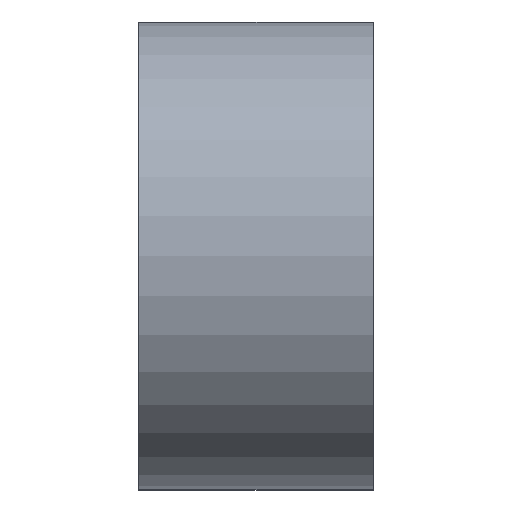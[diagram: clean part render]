
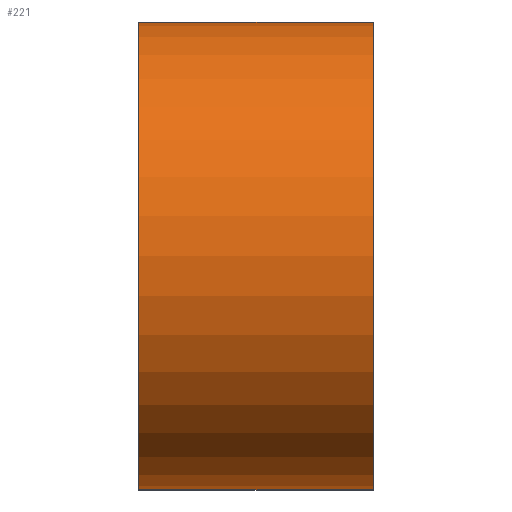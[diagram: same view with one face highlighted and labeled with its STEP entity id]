
A CAD part, left-side view. The second image highlights one B-rep face of the part: STEP entity #221.
In plain terms, the highlighted cylindrical face has radius 4 mm (diameter 8 mm), a partial arc.
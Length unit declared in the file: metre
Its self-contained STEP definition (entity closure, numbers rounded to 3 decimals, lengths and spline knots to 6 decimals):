
#25=LINE('',#344,#37);
#30=LINE('',#367,#42);
#37=VECTOR('',#274,1.);
#42=VECTOR('',#295,1.);
#96=ORIENTED_EDGE('',*,*,#131,.F.);
#97=ORIENTED_EDGE('',*,*,#107,.T.);
#98=ORIENTED_EDGE('',*,*,#124,.T.);
#99=ORIENTED_EDGE('',*,*,#117,.T.);
#107=EDGE_CURVE('',#133,#135,#25,.T.);
#117=EDGE_CURVE('',#146,#144,#30,.T.);
#124=EDGE_CURVE('',#135,#146,#163,.T.);
#131=EDGE_CURVE('',#133,#144,#167,.T.);
#133=VERTEX_POINT('',#339);
#135=VERTEX_POINT('',#343);
#144=VERTEX_POINT('',#365);
#146=VERTEX_POINT('',#368);
#163=CIRCLE('',#253,0.004);
#167=CIRCLE('',#258,0.004);
#181=EDGE_LOOP('',(#96,#97,#98,#99));
#199=FACE_BOUND('',#181,.T.);
#209=CYLINDRICAL_SURFACE('',#262,0.004);
#221=ADVANCED_FACE('',(#199),#209,.T.);
#253=AXIS2_PLACEMENT_3D('',#379,#308,#309);
#258=AXIS2_PLACEMENT_3D('',#389,#321,#322);
#262=AXIS2_PLACEMENT_3D('',#393,#329,#330);
#274=DIRECTION('',(0.,-1.,0.));
#295=DIRECTION('',(0.,1.,0.));
#308=DIRECTION('',(0.,1.,0.));
#309=DIRECTION('',(0.,0.,1.));
#321=DIRECTION('',(0.,1.,0.));
#322=DIRECTION('',(0.,0.,1.));
#329=DIRECTION('',(0.,-1.,0.));
#330=DIRECTION('',(-1.,0.,0.));
#339=CARTESIAN_POINT('',(0.002474,0.004,-0.003143));
#343=CARTESIAN_POINT('',(0.002474,0.,-0.003143));
#344=CARTESIAN_POINT('',(0.002474,0.004,-0.003143));
#365=CARTESIAN_POINT('',(0.002474,0.004,0.003143));
#367=CARTESIAN_POINT('',(0.002474,0.004,0.003143));
#368=CARTESIAN_POINT('',(0.002474,0.,0.003143));
#379=CARTESIAN_POINT('',(0.,0.,0.));
#389=CARTESIAN_POINT('',(0.,0.004,0.));
#393=CARTESIAN_POINT('',(0.,0.004,0.));
